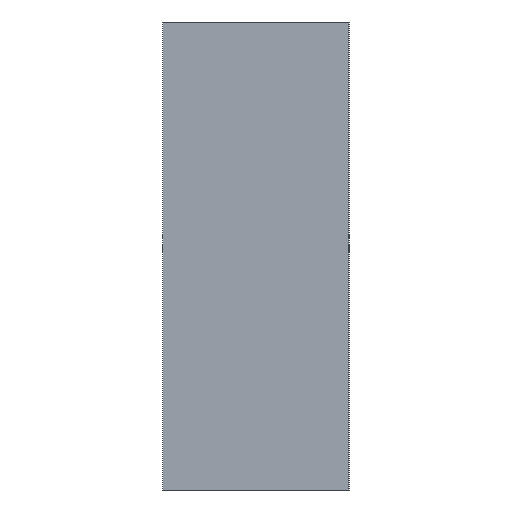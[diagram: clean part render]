
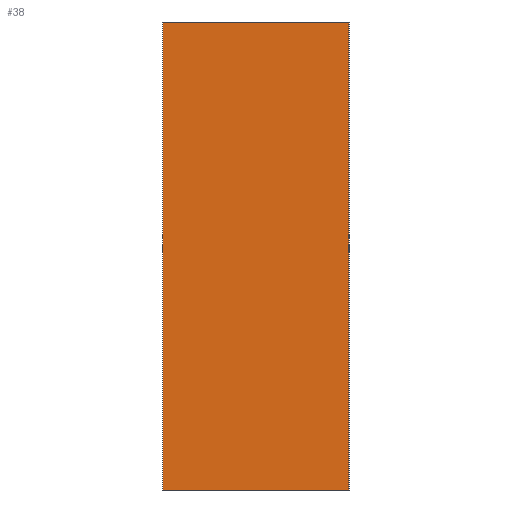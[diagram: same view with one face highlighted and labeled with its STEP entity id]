
A CAD part, left-side view. The second image highlights one B-rep face of the part: STEP entity #38.
In plain terms, the highlighted planar face has unit normal (-1, 0, 0).
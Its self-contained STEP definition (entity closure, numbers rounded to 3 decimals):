
#38 = ADVANCED_FACE( '', ( #79 ), #80, .F. );
#79 = FACE_OUTER_BOUND( '', #128, .T. );
#80 = PLANE( '', #129 );
#128 = EDGE_LOOP( '', ( #175, #176, #177, #178 ) );
#129 = AXIS2_PLACEMENT_3D( '', #179, #180, #181 );
#175 = ORIENTED_EDGE( '', *, *, #249, .T. );
#176 = ORIENTED_EDGE( '', *, *, #250, .F. );
#177 = ORIENTED_EDGE( '', *, *, #251, .F. );
#178 = ORIENTED_EDGE( '', *, *, #252, .T. );
#179 = CARTESIAN_POINT( '', ( -398., 31., 156. ) );
#180 = DIRECTION( '', ( 1., 0., 0. ) );
#181 = DIRECTION( '', ( 0., 0., -1. ) );
#249 = EDGE_CURVE( '', #283, #284, #285, .T. );
#250 = EDGE_CURVE( '', #286, #284, #287, .T. );
#251 = EDGE_CURVE( '', #288, #286, #289, .T. );
#252 = EDGE_CURVE( '', #288, #283, #290, .T. );
#283 = VERTEX_POINT( '', #329 );
#284 = VERTEX_POINT( '', #330 );
#285 = LINE( '', #331, #332 );
#286 = VERTEX_POINT( '', #333 );
#287 = LINE( '', #334, #335 );
#288 = VERTEX_POINT( '', #336 );
#289 = LINE( '', #337, #338 );
#290 = LINE( '', #339, #340 );
#329 = CARTESIAN_POINT( '', ( -398., 31., 0. ) );
#330 = CARTESIAN_POINT( '', ( -398., -31., 0. ) );
#331 = CARTESIAN_POINT( '', ( -398., 31., 0. ) );
#332 = VECTOR( '', #388, 1000. );
#333 = CARTESIAN_POINT( '', ( -398., -31., 156. ) );
#334 = CARTESIAN_POINT( '', ( -398., -31., 156. ) );
#335 = VECTOR( '', #389, 1000. );
#336 = CARTESIAN_POINT( '', ( -398., 31., 156. ) );
#337 = CARTESIAN_POINT( '', ( -398., 31., 156. ) );
#338 = VECTOR( '', #390, 1000. );
#339 = CARTESIAN_POINT( '', ( -398., 31., 156. ) );
#340 = VECTOR( '', #391, 1000. );
#388 = DIRECTION( '', ( 0., -1., 0. ) );
#389 = DIRECTION( '', ( 0., 0., -1. ) );
#390 = DIRECTION( '', ( 0., -1., 0. ) );
#391 = DIRECTION( '', ( 0., 0., -1. ) );
